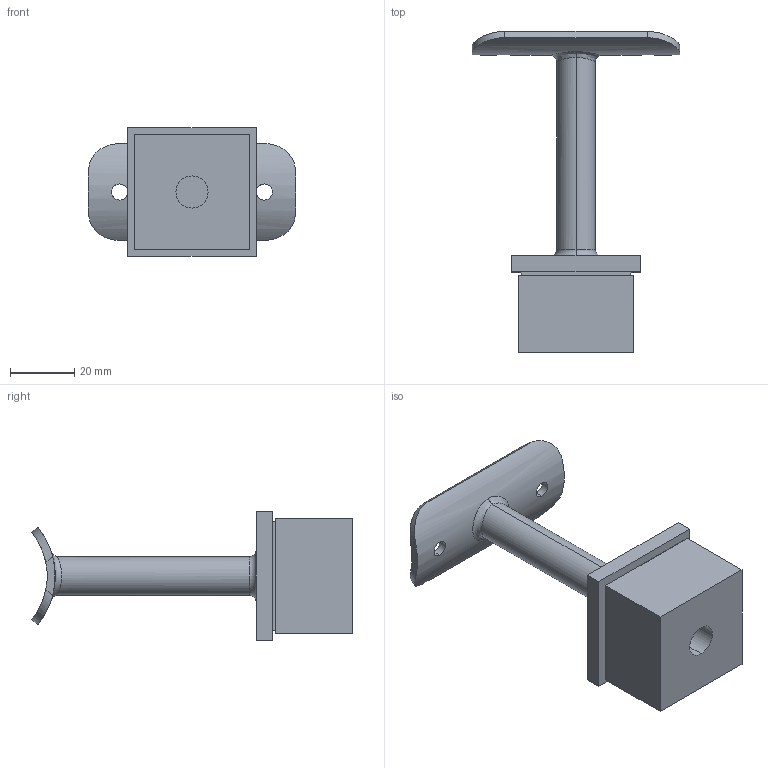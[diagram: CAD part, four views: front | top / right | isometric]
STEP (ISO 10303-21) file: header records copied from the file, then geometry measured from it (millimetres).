
FILE_DESCRIPTION (( 'STEP AP203' ), '1' );
FILE_NAME ('3D_GC2252_ 40x40_188705910.STEP', '2024-10-16T09:02:12', ( '' ), ( '' ), 'SwSTEP 2.0', 'SolidWorks 2024', '' );
FILE_SCHEMA (( 'CONFIG_CONTROL_DESIGN' ));
Length unit declared in the file: millimetre
Products named in the file (1): 3D_GC2252_ 40x40_188705910
Bounding box: 64.5 x 99.85 x 40 mm (x, y, z)
Volume: 50129.7 mm3; surface area: 15008.7 mm2
Topology: 1 solids, 1 shells, 39 faces, 94 edges, 62 vertices
Faces by surface type: plane 21, cylinder 14, torus 2, bspline 2
Entity records: 2048 total; most frequent: CARTESIAN_POINT 1083, ORIENTED_EDGE 188, DIRECTION 164, EDGE_CURVE 94, VERTEX_POINT 62, VECTOR 56, LINE 56, AXIS2_PLACEMENT_3D 54
